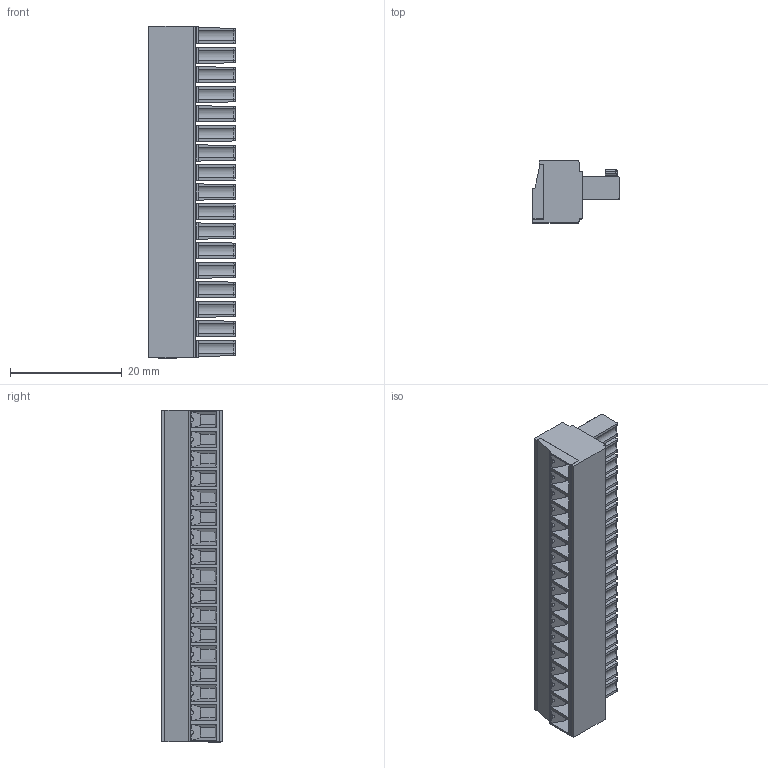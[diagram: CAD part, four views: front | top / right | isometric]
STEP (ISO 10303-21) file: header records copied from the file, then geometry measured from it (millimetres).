
FILE_DESCRIPTION(('STEP AP214'),'1');
FILE_NAME('SH17-3,5.stp','2018-11-19T08:27:38',(' '),(' '),'Spatial InterOp 3D',' ',' ');
FILE_SCHEMA(('AUTOMOTIVE_DESIGN { 1 0 10303 214 1 1 1 1 }'));
Length unit declared in the file: metre
Products named in the file (1): 1
Bounding box: 15.5 x 11.1 x 59.5 mm (x, y, z)
Volume: 5594.8 mm3; surface area: 6559.5 mm2
Topology: 1 solids, 1 shells, 1387 faces, 3696 edges, 2360 vertices
Faces by surface type: plane 941, cylinder 310, torus 51, cone 51, sphere 34
Full cylindrical faces by diameter (mm): 1.2 x17, 2.8 x17, 3 x17
Entity records: 53177 total; most frequent: CARTESIAN_POINT 8153, ORIENTED_EDGE 7014, DIRECTION 6899, EDGE_CURVE 3507, LINE 2611, VECTOR 2611, VERTEX_POINT 2307, AXIS2_PLACEMENT_3D 2144
